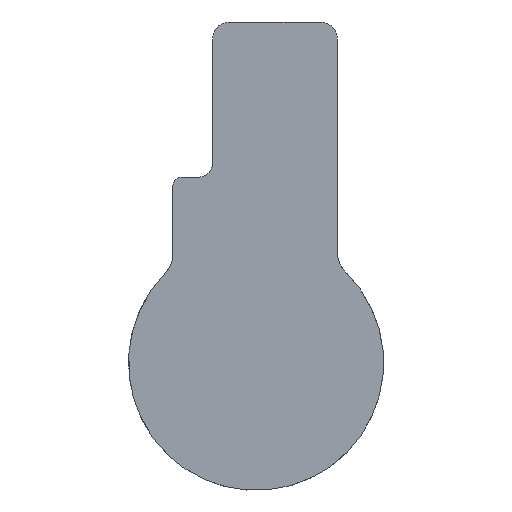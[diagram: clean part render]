
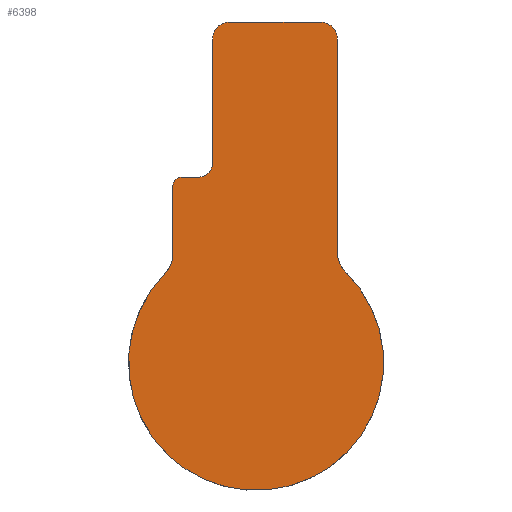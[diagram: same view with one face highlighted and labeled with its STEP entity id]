
A CAD part, front view. The second image highlights one B-rep face of the part: STEP entity #6398.
In plain terms, the highlighted planar face has unit normal (0, -1, 0).
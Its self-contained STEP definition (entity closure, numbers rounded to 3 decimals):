
#306=PLANE('',#6801);
#885=FACE_OUTER_BOUND('',#1246,.T.);
#1246=EDGE_LOOP('',(#4695,#4696,#4697,#4698,#4699,#4700,#4701,#4702,#4703,
#4704,#4705,#4706));
#1616=CIRCLE('',#6786,10.);
#1617=CIRCLE('',#6789,10.);
#1618=CIRCLE('',#6791,45.);
#1623=CIRCLE('',#6802,6.);
#1624=CIRCLE('',#6803,6.);
#1625=CIRCLE('',#6804,5.);
#1626=CIRCLE('',#6805,3.);
#1685=LINE('',#7864,#2121);
#1714=LINE('',#7945,#2150);
#1754=LINE('',#8062,#2190);
#1762=LINE('',#9396,#2198);
#1763=LINE('',#9401,#2199);
#2121=VECTOR('',#6972,10.);
#2150=VECTOR('',#7027,10.);
#2190=VECTOR('',#7117,10.);
#2198=VECTOR('',#7155,10.);
#2199=VECTOR('',#7160,10.);
#2564=VERTEX_POINT('',#7861);
#2565=VERTEX_POINT('',#7863);
#2595=VERTEX_POINT('',#7942);
#2596=VERTEX_POINT('',#7944);
#2636=VERTEX_POINT('',#8049);
#2637=VERTEX_POINT('',#8051);
#2640=VERTEX_POINT('',#8060);
#2646=VERTEX_POINT('',#8081);
#2897=VERTEX_POINT('',#9393);
#2898=VERTEX_POINT('',#9395);
#2899=VERTEX_POINT('',#9398);
#2900=VERTEX_POINT('',#9400);
#3250=EDGE_CURVE('',#2565,#2564,#1685,.T.);
#3288=EDGE_CURVE('',#2596,#2595,#1714,.T.);
#3338=EDGE_CURVE('',#2636,#2637,#1616,.T.);
#3344=EDGE_CURVE('',#2636,#2640,#1754,.T.);
#3351=EDGE_CURVE('',#2646,#2564,#1617,.T.);
#3352=EDGE_CURVE('',#2646,#2637,#1618,.T.);
#3609=EDGE_CURVE('',#2640,#2897,#1623,.T.);
#3610=EDGE_CURVE('',#2897,#2898,#1762,.T.);
#3611=EDGE_CURVE('',#2898,#2596,#1624,.T.);
#3612=EDGE_CURVE('',#2899,#2595,#1625,.T.);
#3613=EDGE_CURVE('',#2900,#2899,#1763,.T.);
#3614=EDGE_CURVE('',#2565,#2900,#1626,.T.);
#4695=ORIENTED_EDGE('',*,*,#3352,.T.);
#4696=ORIENTED_EDGE('',*,*,#3338,.F.);
#4697=ORIENTED_EDGE('',*,*,#3344,.T.);
#4698=ORIENTED_EDGE('',*,*,#3609,.T.);
#4699=ORIENTED_EDGE('',*,*,#3610,.T.);
#4700=ORIENTED_EDGE('',*,*,#3611,.T.);
#4701=ORIENTED_EDGE('',*,*,#3288,.T.);
#4702=ORIENTED_EDGE('',*,*,#3612,.F.);
#4703=ORIENTED_EDGE('',*,*,#3613,.F.);
#4704=ORIENTED_EDGE('',*,*,#3614,.F.);
#4705=ORIENTED_EDGE('',*,*,#3250,.T.);
#4706=ORIENTED_EDGE('',*,*,#3351,.F.);
#6398=ADVANCED_FACE('',(#885),#306,.F.);
#6786=AXIS2_PLACEMENT_3D('',#8052,#7108,#7109);
#6789=AXIS2_PLACEMENT_3D('',#8083,#7125,#7126);
#6791=AXIS2_PLACEMENT_3D('',#8085,#7129,#7130);
#6801=AXIS2_PLACEMENT_3D('',#9392,#7151,#7152);
#6802=AXIS2_PLACEMENT_3D('',#9394,#7153,#7154);
#6803=AXIS2_PLACEMENT_3D('',#9397,#7156,#7157);
#6804=AXIS2_PLACEMENT_3D('',#9399,#7158,#7159);
#6805=AXIS2_PLACEMENT_3D('',#9402,#7161,#7162);
#6972=DIRECTION('',(0.,0.,-1.));
#7027=DIRECTION('',(0.,0.,-1.));
#7108=DIRECTION('center_axis',(0.,-1.,0.));
#7109=DIRECTION('ref_axis',(-0.923,0.,-0.386));
#7117=DIRECTION('',(0.,0.,1.));
#7125=DIRECTION('center_axis',(0.,-1.,0.));
#7126=DIRECTION('ref_axis',(0.926,0.,-0.377));
#7129=DIRECTION('center_axis',(0.,-1.,0.));
#7130=DIRECTION('ref_axis',(0.988,0.,0.156));
#7151=DIRECTION('center_axis',(0.,1.,0.));
#7152=DIRECTION('ref_axis',(-0.162,0.,0.987));
#7153=DIRECTION('center_axis',(0.,-1.,0.));
#7154=DIRECTION('ref_axis',(0.707,0.,0.707));
#7155=DIRECTION('',(-1.,0.,0.));
#7156=DIRECTION('center_axis',(0.,-1.,0.));
#7157=DIRECTION('ref_axis',(-0.707,0.,0.707));
#7158=DIRECTION('center_axis',(0.,-1.,0.));
#7159=DIRECTION('ref_axis',(0.707,0.,-0.707));
#7160=DIRECTION('',(1.,0.,0.));
#7161=DIRECTION('center_axis',(0.,1.,0.));
#7162=DIRECTION('ref_axis',(-0.707,0.,0.707));
#7861=CARTESIAN_POINT('',(8.518,118.424,126.898));
#7863=CARTESIAN_POINT('',(8.518,118.424,150.958));
#7864=CARTESIAN_POINT('',(8.518,118.424,123.458));
#7942=CARTESIAN_POINT('',(22.518,118.424,158.958));
#7944=CARTESIAN_POINT('',(22.518,118.424,202.72));
#7945=CARTESIAN_POINT('',(22.518,118.424,179.22));
#8049=CARTESIAN_POINT('',(66.518,118.424,127.604));
#8051=CARTESIAN_POINT('',(69.491,118.424,120.489));
#8052=CARTESIAN_POINT('Origin',(76.518,118.424,127.604));
#8060=CARTESIAN_POINT('',(66.518,118.424,202.72));
#8062=CARTESIAN_POINT('',(66.518,118.424,150.958));
#8081=CARTESIAN_POINT('',(5.673,118.424,119.912));
#8083=CARTESIAN_POINT('Origin',(-1.482,118.424,126.898));
#8085=CARTESIAN_POINT('Origin',(37.869,118.424,88.473));
#9392=CARTESIAN_POINT('Origin',(37.869,118.424,88.473));
#9393=CARTESIAN_POINT('',(60.518,118.424,208.72));
#9394=CARTESIAN_POINT('Origin',(60.518,118.424,202.72));
#9395=CARTESIAN_POINT('',(28.518,118.424,208.72));
#9396=CARTESIAN_POINT('',(44.518,118.424,208.72));
#9397=CARTESIAN_POINT('Origin',(28.518,118.424,202.72));
#9398=CARTESIAN_POINT('',(17.518,118.424,153.958));
#9399=CARTESIAN_POINT('Origin',(17.518,118.424,158.958));
#9400=CARTESIAN_POINT('',(11.518,118.424,153.958));
#9401=CARTESIAN_POINT('',(37.518,118.424,153.958));
#9402=CARTESIAN_POINT('Origin',(11.518,118.424,150.958));
